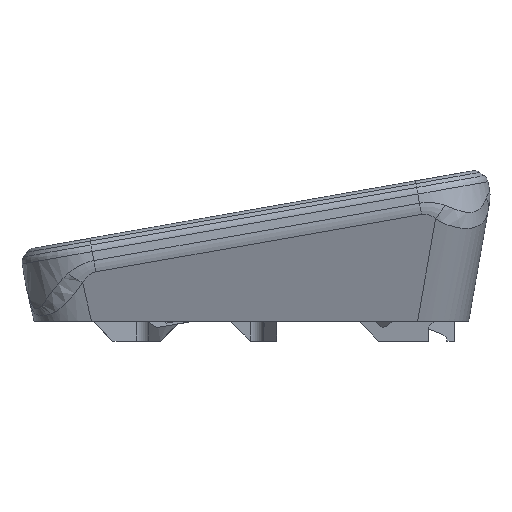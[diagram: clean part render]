
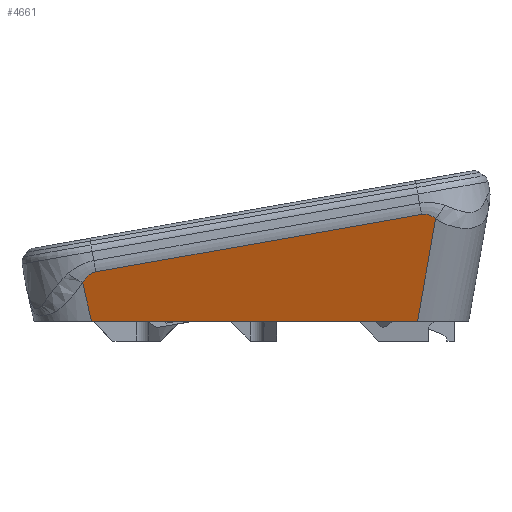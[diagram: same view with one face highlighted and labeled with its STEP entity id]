
A CAD part, front view. The second image highlights one B-rep face of the part: STEP entity #4661.
In plain terms, the highlighted planar face has unit normal (0.059, -0.94, -0.337).
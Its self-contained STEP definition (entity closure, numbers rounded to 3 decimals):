
#1047=CARTESIAN_POINT('',(2.454,-43.525,7.921));
#1048=VERTEX_POINT('',#1047);
#1335=CARTESIAN_POINT('',(71.16,-39.182,7.921));
#1336=VERTEX_POINT('',#1335);
#1395=CARTESIAN_POINT('',(71.16,-39.182,7.921));
#1396=DIRECTION('',(-0.998,-0.063,0.));
#1397=VECTOR('',#1396,68.843);
#1398=LINE('',#1395,#1397);
#1399=EDGE_CURVE('',#1336,#1048,#1398,.T.);
#4615=CARTESIAN_POINT('',(39.428,-43.172,13.456));
#4616=DIRECTION('',(0.059,-0.94,-0.337));
#4617=DIRECTION('',(0.893,-0.101,0.439));
#4618=AXIS2_PLACEMENT_3D('',#4615,#4616,#4617);
#4619=PLANE('',#4618);
#4620=CARTESIAN_POINT('',(74.979,-46.705,29.581));
#4621=VERTEX_POINT('',#4620);
#4622=CARTESIAN_POINT('',(71.16,-39.182,7.921));
#4623=DIRECTION('',(0.164,-0.324,0.932));
#4624=VECTOR('',#4623,23.245);
#4625=LINE('',#4622,#4624);
#4626=EDGE_CURVE('',#1336,#4621,#4625,.T.);
#4627=ORIENTED_EDGE('',*,*,#4626,.T.);
#4628=CARTESIAN_POINT('',(71.984,-47.21,30.461));
#4629=VERTEX_POINT('',#4628);
#4630=CARTESIAN_POINT('',(74.979,-46.705,29.581));
#4631=CARTESIAN_POINT('',(73.406,-47.21,30.712));
#4632=CARTESIAN_POINT('',(71.984,-47.21,30.461));
#4633=(BOUNDED_CURVE()
B_SPLINE_CURVE(2,(#4630,#4631,#4632),.UNSPECIFIED.,.F.,.F.)
B_SPLINE_CURVE_WITH_KNOTS((3,3),(339.538,360.),.UNSPECIFIED.)
CURVE()
GEOMETRIC_REPRESENTATION_ITEM()
RATIONAL_B_SPLINE_CURVE((1.,0.984,1.))
REPRESENTATION_ITEM(''));
#4634=EDGE_CURVE('',#4621,#4629,#4633,.T.);
#4635=ORIENTED_EDGE('',*,*,#4634,.T.);
#4636=CARTESIAN_POINT('',(3.348,-47.21,18.359));
#4637=VERTEX_POINT('',#4636);
#4638=CARTESIAN_POINT('',(71.984,-47.21,30.461));
#4639=DIRECTION('',(-0.985,-0.,-0.174));
#4640=VECTOR('',#4639,69.695);
#4641=LINE('',#4638,#4640);
#4642=EDGE_CURVE('',#4629,#4637,#4641,.T.);
#4643=ORIENTED_EDGE('',*,*,#4642,.T.);
#4644=CARTESIAN_POINT('',(0.569,-46.572,16.088));
#4645=VERTEX_POINT('',#4644);
#4646=CARTESIAN_POINT('',(3.348,-47.21,18.359));
#4647=CARTESIAN_POINT('',(1.742,-47.21,18.075));
#4648=CARTESIAN_POINT('',(0.569,-46.572,16.088));
#4649=(BOUNDED_CURVE()
B_SPLINE_CURVE(2,(#4646,#4647,#4648),.UNSPECIFIED.,.F.,.F.)
B_SPLINE_CURVE_WITH_KNOTS((3,3),(0.,23.039),.UNSPECIFIED.)
CURVE()
GEOMETRIC_REPRESENTATION_ITEM()
RATIONAL_B_SPLINE_CURVE((1.,0.98,1.))
REPRESENTATION_ITEM(''));
#4650=EDGE_CURVE('',#4637,#4645,#4649,.T.);
#4651=ORIENTED_EDGE('',*,*,#4650,.T.);
#4652=CARTESIAN_POINT('',(0.569,-46.572,16.088));
#4653=DIRECTION('',(0.211,0.342,-0.916));
#4654=VECTOR('',#4653,8.919);
#4655=LINE('',#4652,#4654);
#4656=EDGE_CURVE('',#4645,#1048,#4655,.T.);
#4657=ORIENTED_EDGE('',*,*,#4656,.T.);
#4658=ORIENTED_EDGE('',*,*,#1399,.F.);
#4659=EDGE_LOOP('',(#4627,#4635,#4643,#4651,#4657,#4658));
#4660=FACE_BOUND('',#4659,.T.);
#4661=ADVANCED_FACE('',(#4660),#4619,.T.);
